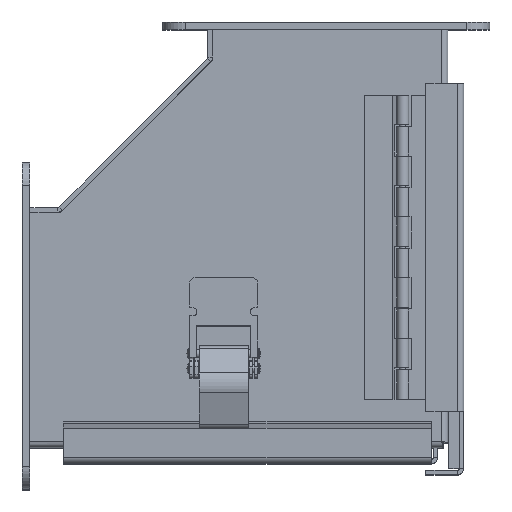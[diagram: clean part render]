
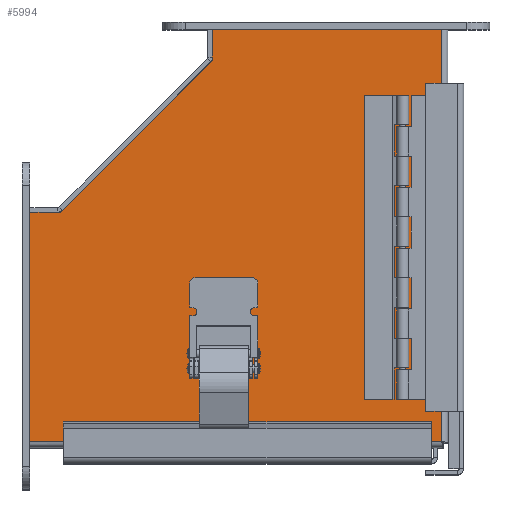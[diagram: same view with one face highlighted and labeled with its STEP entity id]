
A CAD part, top view. The second image highlights one B-rep face of the part: STEP entity #5994.
In plain terms, the highlighted face is planar.
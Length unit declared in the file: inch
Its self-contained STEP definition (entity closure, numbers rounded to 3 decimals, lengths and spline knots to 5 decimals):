
#239=PLANE('',#6358);
#489=FACE_OUTER_BOUND('',#835,.T.);
#835=EDGE_LOOP('',(#4100,#4101,#4102,#4103,#4104,#4105,#4106));
#1431=LINE('',#8669,#2050);
#1447=LINE('',#8746,#2066);
#1463=LINE('',#8808,#2082);
#1468=LINE('',#8819,#2087);
#1469=LINE('',#8821,#2088);
#1470=LINE('',#8823,#2089);
#1471=LINE('',#8824,#2090);
#2050=VECTOR('',#6911,6.76975);
#2066=VECTOR('',#6945,6.76925);
#2082=VECTOR('',#6981,3.76925);
#2087=VECTOR('',#6990,0.5);
#2088=VECTOR('',#6991,3.53553);
#2089=VECTOR('',#6992,0.5);
#2090=VECTOR('',#6993,3.76975);
#2670=VERTEX_POINT('',#8666);
#2671=VERTEX_POINT('',#8668);
#2682=VERTEX_POINT('',#8745);
#2691=VERTEX_POINT('',#8806);
#2695=VERTEX_POINT('',#8818);
#2696=VERTEX_POINT('',#8820);
#2697=VERTEX_POINT('',#8822);
#3202=EDGE_CURVE('',#2671,#2670,#1431,.T.);
#3222=EDGE_CURVE('',#2682,#2671,#1447,.T.);
#3241=EDGE_CURVE('',#2670,#2691,#1463,.T.);
#3246=EDGE_CURVE('',#2691,#2695,#1468,.T.);
#3247=EDGE_CURVE('',#2695,#2696,#1469,.T.);
#3248=EDGE_CURVE('',#2696,#2697,#1470,.T.);
#3249=EDGE_CURVE('',#2697,#2682,#1471,.T.);
#4100=ORIENTED_EDGE('',*,*,#3202,.T.);
#4101=ORIENTED_EDGE('',*,*,#3241,.T.);
#4102=ORIENTED_EDGE('',*,*,#3246,.T.);
#4103=ORIENTED_EDGE('',*,*,#3247,.T.);
#4104=ORIENTED_EDGE('',*,*,#3248,.T.);
#4105=ORIENTED_EDGE('',*,*,#3249,.T.);
#4106=ORIENTED_EDGE('',*,*,#3222,.T.);
#5994=ADVANCED_FACE('',(#489),#239,.F.);
#6358=AXIS2_PLACEMENT_3D('',#8817,#6988,#6989);
#6911=DIRECTION('',(1.,0.,0.));
#6945=DIRECTION('',(0.,1.,0.));
#6981=DIRECTION('',(0.,-1.,0.));
#6988=DIRECTION('center_axis',(0.,0.,1.));
#6989=DIRECTION('ref_axis',(1.,0.,0.));
#6990=DIRECTION('',(-1.,0.,0.));
#6991=DIRECTION('',(-0.707,-0.707,0.));
#6992=DIRECTION('',(0.,-1.,0.));
#6993=DIRECTION('',(-1.,0.,0.));
#8666=CARTESIAN_POINT('',(1.92105,4.40791,0.));
#8668=CARTESIAN_POINT('',(-4.8487,4.40791,0.));
#8669=CARTESIAN_POINT('',(-3.34286,4.40791,0.));
#8745=CARTESIAN_POINT('',(-4.8487,-2.36134,0.));
#8746=CARTESIAN_POINT('',(-4.8487,-0.48243,0.));
#8806=CARTESIAN_POINT('',(1.92105,0.63866,0.));
#8808=CARTESIAN_POINT('',(1.92105,4.51316,0.));
#8817=CARTESIAN_POINT('Origin',(-1.83703,1.39648,0.));
#8818=CARTESIAN_POINT('',(1.42105,0.63866,0.));
#8819=CARTESIAN_POINT('',(1.92105,0.63866,0.));
#8820=CARTESIAN_POINT('',(-1.07895,-1.86134,0.));
#8821=CARTESIAN_POINT('',(1.42105,0.63866,0.));
#8822=CARTESIAN_POINT('',(-1.07895,-2.36134,0.));
#8823=CARTESIAN_POINT('',(-1.07895,-1.86134,0.));
#8824=CARTESIAN_POINT('',(-1.07895,-2.36134,0.));
